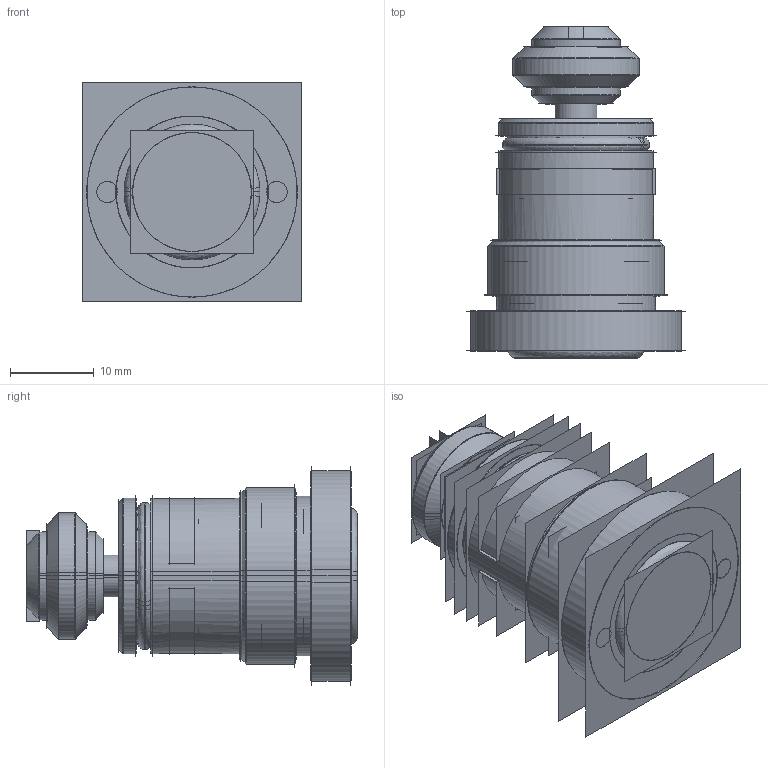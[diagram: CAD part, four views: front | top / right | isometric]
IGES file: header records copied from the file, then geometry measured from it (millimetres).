
Start section:  PTC IGES file: WP0005DC.igs
Global section: file name: WP0005DC.igs; native system: Pro/ENGINEER by Parametric Technology Corporation; preprocessor: 2009360; author: user152; organization: Unknown; date: 20200321.092824; units: millimetre
Bounding box: 26.1 x 39.55 x 26.12 mm (x, y, z)
Volume: 7304.5 mm3; surface area: 35582.7 mm2
Topology: 6 solids, 9 shells, 300 faces, 1454 edges, 1863 vertices
Faces by surface type: revolution 216, bspline 84
